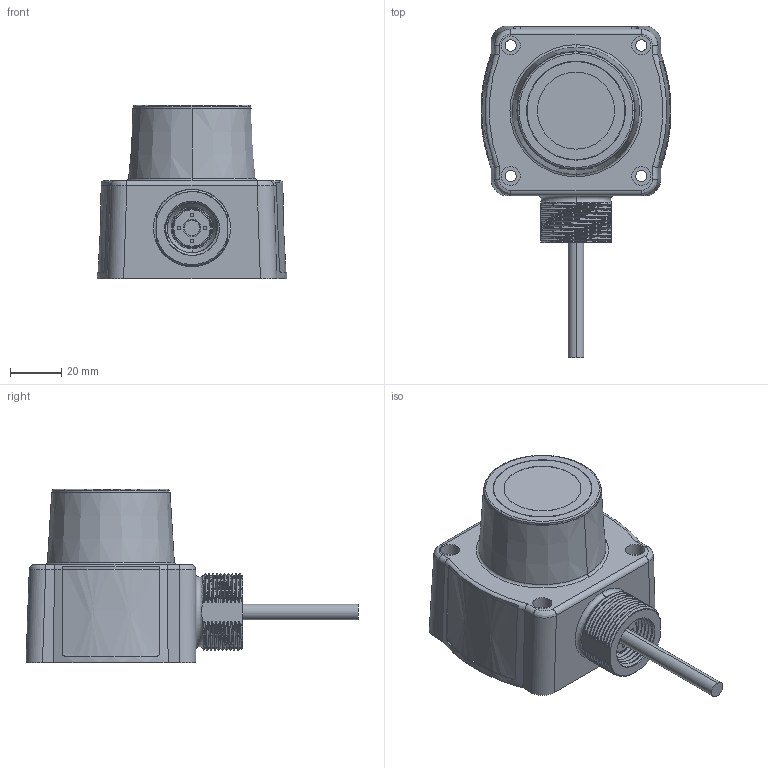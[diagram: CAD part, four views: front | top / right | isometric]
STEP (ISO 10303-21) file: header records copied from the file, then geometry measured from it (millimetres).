
FILE_DESCRIPTION((''),'2;1');
FILE_NAME('159635_ASM','2012-11-05T',('banengservice'),('BANNER ENGINEERING'),'PRO/ENGINEER BY PARAMETRIC TECHNOLOGY CORPORATION, 2009141','PRO/ENGINEER BY PARAMETRIC TECHNOLOGY CORPORATION, 2009141','');
FILE_SCHEMA(('CONFIG_CONTROL_DESIGN'));
Products named in the file (12): 70107; 70143; 70106; 70224; 70105; 108894_NO_BTNS; 62676; 60809; 70108; 70119; 58889; 159635_ASM
Assembly tree (12 placements, depth 2):
  159635_ASM
    70107
    70143
    70106
    70224  x2
    70105
    108894_NO_BTNS
    62676
    60809
    70108
    70119
    58889
Bounding box: 73.88 x 129.1 x 67.41 mm (x, y, z)
Volume: 106591.2 mm3; surface area: 77402.5 mm2
Topology: 12 solids, 18 shells, 1077 faces, 2789 edges, 1817 vertices
Faces by surface type: plane 459, cylinder 361, bspline 121, cone 58, torus 57, extrusion 21
Entity records: 59576 total; most frequent: CARTESIAN_POINT 33686, ORIENTED_EDGE 5478, DIRECTION 5031, EDGE_CURVE 2779, VERTEX_POINT 1812, AXIS2_PLACEMENT_3D 1802, VECTOR 1427, LINE 1406
